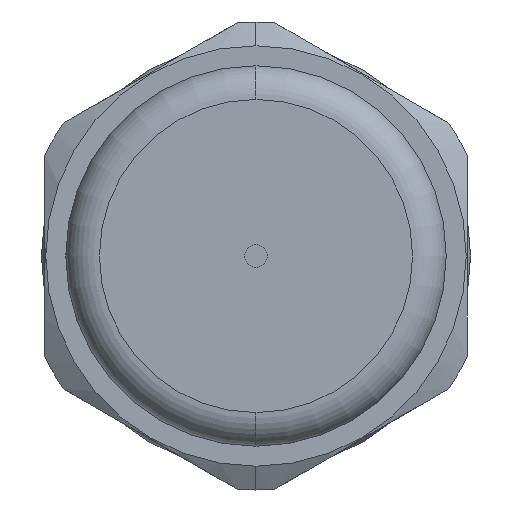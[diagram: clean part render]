
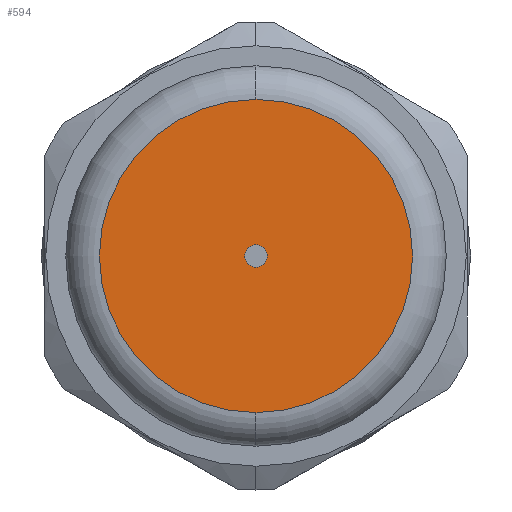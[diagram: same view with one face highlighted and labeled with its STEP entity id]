
A CAD part, left-side view. The second image highlights one B-rep face of the part: STEP entity #594.
In plain terms, the highlighted planar face has unit normal (-1, 0, 0).
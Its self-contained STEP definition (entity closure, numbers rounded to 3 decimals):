
#4 = DIRECTION ( 'NONE',  ( 1., 0., 0. ) ) ;
#178 = CIRCLE ( 'NONE', #2826, 0.6 ) ;
#436 = CARTESIAN_POINT ( 'NONE',  ( -23., 0., 8.23 ) ) ;
#497 = CARTESIAN_POINT ( 'NONE',  ( -23., 0., -0.6 ) ) ;
#519 = EDGE_LOOP ( 'NONE', ( #2539, #3103 ) ) ;
#594 = ADVANCED_FACE ( 'NONE', ( #3894, #6002 ), #1524, .T. ) ;
#864 = CARTESIAN_POINT ( 'NONE',  ( -23., 0., 0. ) ) ;
#922 = DIRECTION ( 'NONE',  ( 0., 0., -1. ) ) ;
#1053 = CARTESIAN_POINT ( 'NONE',  ( -23., 0., -8.23 ) ) ;
#1477 = EDGE_CURVE ( 'NONE', #5258, #3845, #178, .T. ) ;
#1524 = PLANE ( 'NONE',  #5255 ) ;
#1706 = DIRECTION ( 'NONE',  ( 0., 0., -1. ) ) ;
#1719 = CIRCLE ( 'NONE', #1774, 8.23 ) ;
#1774 = AXIS2_PLACEMENT_3D ( 'NONE', #6101, #2207, #1706 ) ;
#2055 = VERTEX_POINT ( 'NONE', #1053 ) ;
#2207 = DIRECTION ( 'NONE',  ( 1., 0., 0. ) ) ;
#2382 = CIRCLE ( 'NONE', #5114, 8.23 ) ;
#2400 = DIRECTION ( 'NONE',  ( 1., 0., 0. ) ) ;
#2426 = CARTESIAN_POINT ( 'NONE',  ( -23., 0., 0. ) ) ;
#2539 = ORIENTED_EDGE ( 'NONE', *, *, #5357, .T. ) ;
#2826 = AXIS2_PLACEMENT_3D ( 'NONE', #2426, #4, #4354 ) ;
#3103 = ORIENTED_EDGE ( 'NONE', *, *, #1477, .T. ) ;
#3144 = CARTESIAN_POINT ( 'NONE',  ( -23., 0., -0.6 ) ) ;
#3299 = DIRECTION ( 'NONE',  ( 1., 0., 0. ) ) ;
#3424 = DIRECTION ( 'NONE',  ( 0., 0., -1. ) ) ;
#3656 = CARTESIAN_POINT ( 'NONE',  ( -23., 0., 0.6 ) ) ;
#3845 = VERTEX_POINT ( 'NONE', #3144 ) ;
#3894 = FACE_BOUND ( 'NONE', #519, .T. ) ;
#3905 = DIRECTION ( 'NONE',  ( 0., 0., 1. ) ) ;
#3934 = ORIENTED_EDGE ( 'NONE', *, *, #4098, .F. ) ;
#3936 = VERTEX_POINT ( 'NONE', #436 ) ;
#4083 = ORIENTED_EDGE ( 'NONE', *, *, #5064, .F. ) ;
#4098 = EDGE_CURVE ( 'NONE', #2055, #3936, #1719, .T. ) ;
#4334 = CARTESIAN_POINT ( 'NONE',  ( -23., 0., 0. ) ) ;
#4354 = DIRECTION ( 'NONE',  ( 0., 0., -1. ) ) ;
#4713 = EDGE_LOOP ( 'NONE', ( #3934, #4083 ) ) ;
#4871 = DIRECTION ( 'NONE',  ( -1., 0., 0. ) ) ;
#5064 = EDGE_CURVE ( 'NONE', #3936, #2055, #2382, .T. ) ;
#5114 = AXIS2_PLACEMENT_3D ( 'NONE', #4334, #2400, #3424 ) ;
#5255 = AXIS2_PLACEMENT_3D ( 'NONE', #497, #4871, #3905 ) ;
#5258 = VERTEX_POINT ( 'NONE', #3656 ) ;
#5278 = CIRCLE ( 'NONE', #5289, 0.6 ) ;
#5289 = AXIS2_PLACEMENT_3D ( 'NONE', #864, #3299, #922 ) ;
#5357 = EDGE_CURVE ( 'NONE', #3845, #5258, #5278, .T. ) ;
#6002 = FACE_OUTER_BOUND ( 'NONE', #4713, .T. ) ;
#6101 = CARTESIAN_POINT ( 'NONE',  ( -23., 0., 0. ) ) ;
